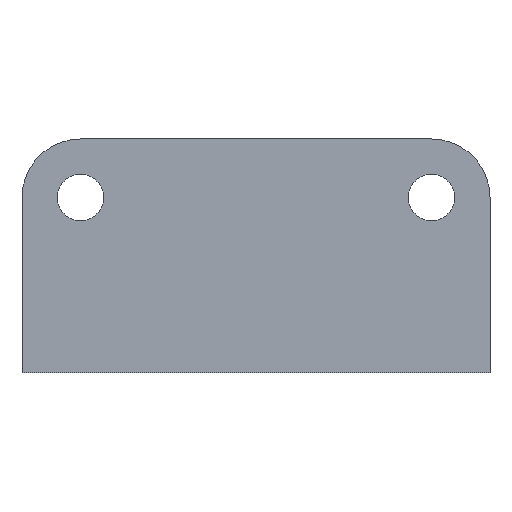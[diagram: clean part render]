
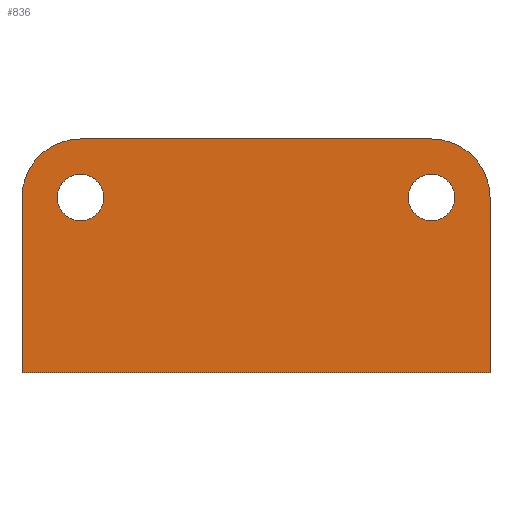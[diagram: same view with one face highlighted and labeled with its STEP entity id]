
A CAD part, front view. The second image highlights one B-rep face of the part: STEP entity #836.
In plain terms, the highlighted planar face has unit normal (0, -1, 0).
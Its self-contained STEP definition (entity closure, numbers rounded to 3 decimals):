
#1 = LINE ( 'NONE', #23, #445 ) ;
#2 = EDGE_LOOP ( 'NONE', ( #244, #323 ) ) ;
#19 = CARTESIAN_POINT ( 'NONE',  ( -30., 0., 20. ) ) ;
#23 = CARTESIAN_POINT ( 'NONE',  ( -40., 0., 10. ) ) ;
#57 = FACE_BOUND ( 'NONE', #2, .T. ) ;
#59 = VERTEX_POINT ( 'NONE', #639 ) ;
#108 = VECTOR ( 'NONE', #237, 1000. ) ;
#115 = ORIENTED_EDGE ( 'NONE', *, *, #564, .F. ) ;
#132 = CIRCLE ( 'NONE', #327, 4. ) ;
#137 = AXIS2_PLACEMENT_3D ( 'NONE', #494, #721, #288 ) ;
#138 = CIRCLE ( 'NONE', #716, 10. ) ;
#158 = CARTESIAN_POINT ( 'NONE',  ( -30., 0., 10. ) ) ;
#162 = EDGE_CURVE ( 'NONE', #875, #59, #647, .T. ) ;
#175 = CARTESIAN_POINT ( 'NONE',  ( -40., 0., 10. ) ) ;
#182 = DIRECTION ( 'NONE',  ( 0., 0., -1. ) ) ;
#191 = VERTEX_POINT ( 'NONE', #876 ) ;
#195 = DIRECTION ( 'NONE',  ( 0., 0., -1. ) ) ;
#207 = AXIS2_PLACEMENT_3D ( 'NONE', #298, #442, #371 ) ;
#210 = CARTESIAN_POINT ( 'NONE',  ( -40., 0., -20. ) ) ;
#218 = DIRECTION ( 'NONE',  ( -1., 0., 0. ) ) ;
#221 = CARTESIAN_POINT ( 'NONE',  ( 30., 0., 20. ) ) ;
#237 = DIRECTION ( 'NONE',  ( 1., 0., 0. ) ) ;
#242 = EDGE_CURVE ( 'NONE', #820, #191, #364, .T. ) ;
#244 = ORIENTED_EDGE ( 'NONE', *, *, #878, .T. ) ;
#252 = LINE ( 'NONE', #19, #108 ) ;
#260 = EDGE_CURVE ( 'NONE', #191, #382, #1, .T. ) ;
#271 = CARTESIAN_POINT ( 'NONE',  ( -30., 0., 10. ) ) ;
#287 = CIRCLE ( 'NONE', #475, 10. ) ;
#288 = DIRECTION ( 'NONE',  ( 0., 0., 1. ) ) ;
#294 = PLANE ( 'NONE',  #629 ) ;
#297 = FACE_OUTER_BOUND ( 'NONE', #491, .T. ) ;
#298 = CARTESIAN_POINT ( 'NONE',  ( -30., 0., 10. ) ) ;
#299 = LINE ( 'NONE', #611, #899 ) ;
#300 = VERTEX_POINT ( 'NONE', #803 ) ;
#303 = CARTESIAN_POINT ( 'NONE',  ( 30., 0., 10. ) ) ;
#310 = ORIENTED_EDGE ( 'NONE', *, *, #439, .F. ) ;
#323 = ORIENTED_EDGE ( 'NONE', *, *, #870, .T. ) ;
#327 = AXIS2_PLACEMENT_3D ( 'NONE', #303, #378, #674 ) ;
#362 = CIRCLE ( 'NONE', #207, 4. ) ;
#364 = LINE ( 'NONE', #210, #913 ) ;
#369 = DIRECTION ( 'NONE',  ( 0., 0., 1. ) ) ;
#371 = DIRECTION ( 'NONE',  ( 0., 0., 1. ) ) ;
#378 = DIRECTION ( 'NONE',  ( 0., 1., 0. ) ) ;
#382 = VERTEX_POINT ( 'NONE', #175 ) ;
#383 = CARTESIAN_POINT ( 'NONE',  ( 40., 0., 10. ) ) ;
#393 = DIRECTION ( 'NONE',  ( 0., 1., 0. ) ) ;
#394 = VERTEX_POINT ( 'NONE', #754 ) ;
#402 = CARTESIAN_POINT ( 'NONE',  ( -30., 0., 6. ) ) ;
#426 = VERTEX_POINT ( 'NONE', #402 ) ;
#431 = EDGE_LOOP ( 'NONE', ( #604, #864 ) ) ;
#439 = EDGE_CURVE ( 'NONE', #915, #820, #299, .T. ) ;
#442 = DIRECTION ( 'NONE',  ( 0., 1., 0. ) ) ;
#445 = VECTOR ( 'NONE', #508, 1000. ) ;
#452 = DIRECTION ( 'NONE',  ( 0., -1., 0. ) ) ;
#475 = AXIS2_PLACEMENT_3D ( 'NONE', #271, #866, #195 ) ;
#491 = EDGE_LOOP ( 'NONE', ( #310, #848, #719, #115, #606, #519 ) ) ;
#494 = CARTESIAN_POINT ( 'NONE',  ( 30., 0., 10. ) ) ;
#508 = DIRECTION ( 'NONE',  ( 0., 0., 1. ) ) ;
#517 = CARTESIAN_POINT ( 'NONE',  ( 40., 0., -20. ) ) ;
#519 = ORIENTED_EDGE ( 'NONE', *, *, #242, .F. ) ;
#564 = EDGE_CURVE ( 'NONE', #382, #394, #287, .T. ) ;
#593 = AXIS2_PLACEMENT_3D ( 'NONE', #158, #811, #369 ) ;
#604 = ORIENTED_EDGE ( 'NONE', *, *, #162, .T. ) ;
#606 = ORIENTED_EDGE ( 'NONE', *, *, #260, .F. ) ;
#611 = CARTESIAN_POINT ( 'NONE',  ( 40., 0., 10. ) ) ;
#629 = AXIS2_PLACEMENT_3D ( 'NONE', #672, #452, #894 ) ;
#639 = CARTESIAN_POINT ( 'NONE',  ( 30., 0., 14. ) ) ;
#647 = CIRCLE ( 'NONE', #137, 4. ) ;
#672 = CARTESIAN_POINT ( 'NONE',  ( -30., 0., 10. ) ) ;
#674 = DIRECTION ( 'NONE',  ( 0., 0., 1. ) ) ;
#716 = AXIS2_PLACEMENT_3D ( 'NONE', #905, #393, #907 ) ;
#719 = ORIENTED_EDGE ( 'NONE', *, *, #821, .F. ) ;
#721 = DIRECTION ( 'NONE',  ( 0., 1., 0. ) ) ;
#754 = CARTESIAN_POINT ( 'NONE',  ( -30., 0., 20. ) ) ;
#798 = EDGE_CURVE ( 'NONE', #59, #875, #132, .T. ) ;
#803 = CARTESIAN_POINT ( 'NONE',  ( -30., 0., 14. ) ) ;
#811 = DIRECTION ( 'NONE',  ( 0., 1., 0. ) ) ;
#813 = CARTESIAN_POINT ( 'NONE',  ( 30., 0., 6. ) ) ;
#816 = VERTEX_POINT ( 'NONE', #221 ) ;
#820 = VERTEX_POINT ( 'NONE', #517 ) ;
#821 = EDGE_CURVE ( 'NONE', #394, #816, #252, .T. ) ;
#836 = ADVANCED_FACE ( 'NONE', ( #57, #297, #862 ), #294, .T. ) ;
#848 = ORIENTED_EDGE ( 'NONE', *, *, #932, .F. ) ;
#862 = FACE_BOUND ( 'NONE', #431, .T. ) ;
#864 = ORIENTED_EDGE ( 'NONE', *, *, #798, .T. ) ;
#866 = DIRECTION ( 'NONE',  ( 0., 1., 0. ) ) ;
#870 = EDGE_CURVE ( 'NONE', #300, #426, #362, .T. ) ;
#875 = VERTEX_POINT ( 'NONE', #813 ) ;
#876 = CARTESIAN_POINT ( 'NONE',  ( -40., 0., -20. ) ) ;
#878 = EDGE_CURVE ( 'NONE', #426, #300, #884, .T. ) ;
#884 = CIRCLE ( 'NONE', #593, 4. ) ;
#894 = DIRECTION ( 'NONE',  ( 0., 0., -1. ) ) ;
#899 = VECTOR ( 'NONE', #182, 1000. ) ;
#905 = CARTESIAN_POINT ( 'NONE',  ( 30., 0., 10. ) ) ;
#907 = DIRECTION ( 'NONE',  ( 0., 0., -1. ) ) ;
#913 = VECTOR ( 'NONE', #218, 1000. ) ;
#915 = VERTEX_POINT ( 'NONE', #383 ) ;
#932 = EDGE_CURVE ( 'NONE', #816, #915, #138, .T. ) ;
